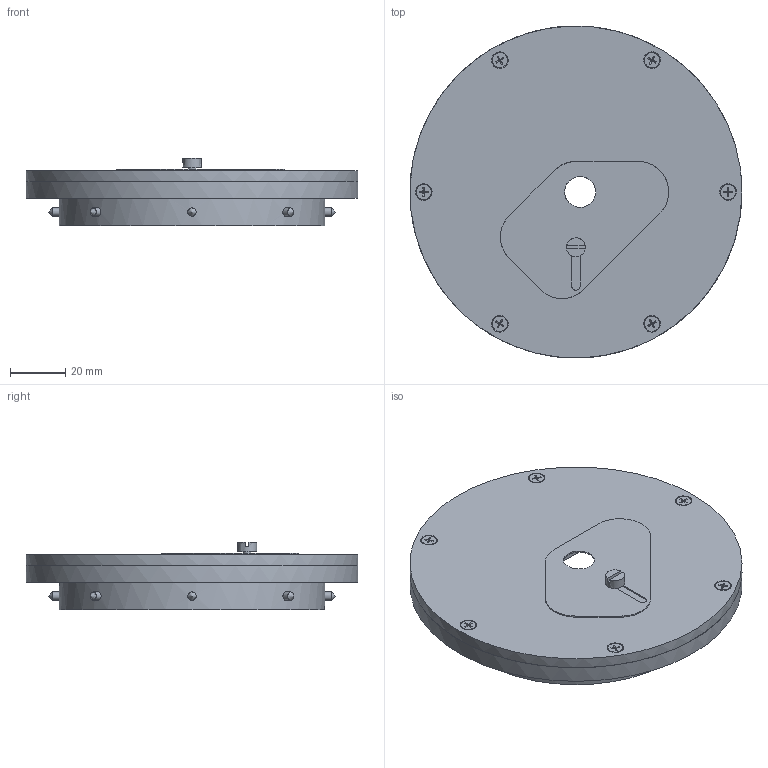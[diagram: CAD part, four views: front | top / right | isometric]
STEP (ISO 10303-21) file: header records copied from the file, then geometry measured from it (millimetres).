
FILE_DESCRIPTION((''),'2;1');
FILE_NAME('BRP_SHIELD.stp','2010-05-02T14:57:33',('User'),( 'SDRC'),'I-DEAS Master Series','UNIX','Yes');
FILE_SCHEMA(('CONFIG_CONTROL_DESIGN', 'GEOMETRIC_VALIDATION_PROPERTIES_MIM','SHAPE_APPEARANCE_LAYER_MIM'));
Length unit declared in the file: millimetre
Assembly tree (18 placements, depth 0):
Bounding box: 119.95 x 119.96 x 24.5 mm (x, y, z)
Volume: 95874.4 mm3; surface area: 50865.1 mm2
Topology: 18 solids, 18 shells, 268 faces, 639 edges, 414 vertices
Faces by surface type: bspline 268
Entity records: 5260 total; most frequent: CARTESIAN_POINT 2229, ORIENTED_EDGE 466, EDGE_CURVE 233, VERTEX_POINT 152, EDGE_LOOP 149, FACE_OUTER_BOUND 96, ADVANCED_FACE 96, B_SPLINE_CURVE_WITH_KNOTS 94
